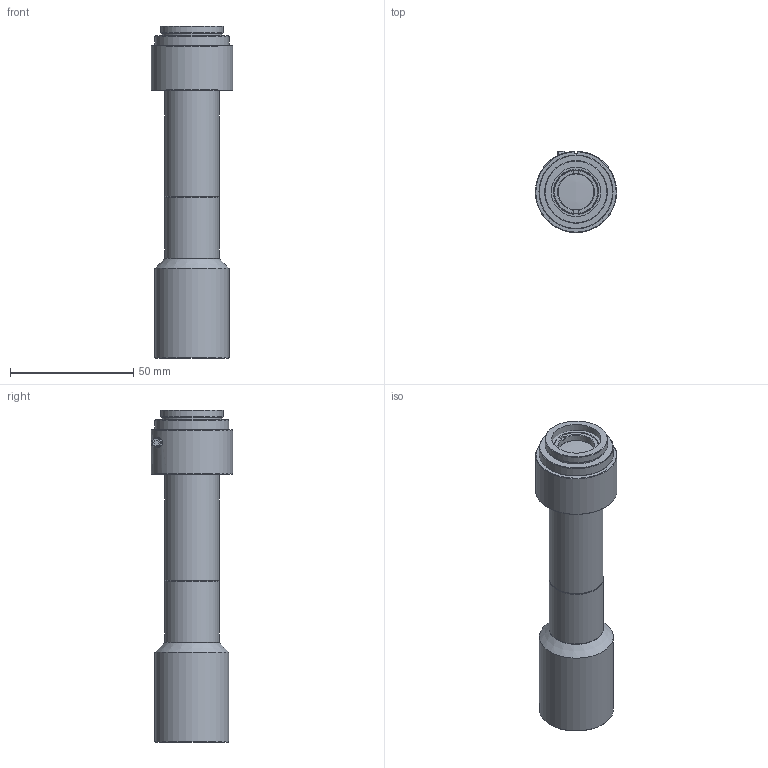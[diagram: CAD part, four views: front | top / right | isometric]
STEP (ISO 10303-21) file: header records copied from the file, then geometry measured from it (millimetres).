
FILE_DESCRIPTION(/* description */ (''),/* implementation_level */ '2;1');
FILE_NAME(/* name */ 'TL100110B.stp',/* time_stamp */ '2018-12-26T14:38:37+08:00',/* author */ (''),/* organization */ (''),/* preprocessor_version */ 'ST-DEVELOPER v11',/* originating_system */ 'SIEMENS PLM Software NX 7.5',/* authorisation */ '');
FILE_SCHEMA (('AUTOMOTIVE_DESIGN { 1 0 10303 214 1 1 1 1 }'));
Length unit declared in the file: millimetre
Products named in the file (1): Admi2058bzld
Bounding box: 32.99 x 32.98 x 134.59 mm (x, y, z)
Volume: 43746.8 mm3; surface area: 30795.6 mm2
Topology: 10 solids, 10 shells, 198 faces, 424 edges, 273 vertices
Faces by surface type: plane 72, cone 65, cylinder 56, sphere 4, torus 1
Full cylindrical faces by diameter (mm): 2 x3, 4 x1, 11 x1, 12 x1, 13 x1, 14 x1, 14.6 x1, 15 x1, 16 x2, 16.4 x2, 17 x2, 17.4 x1, 18 x4, 18.4 x2, 18.6 x1, 19 x2, 19.6 x1, 20 x4, 20.6 x1, 21 x1, 21.6 x1, 22 x2, 22.4 x1, 24 x4, 25 x1, 25.4 x1, 26 x2, 30 x2
Entity records: 4938 total; most frequent: CARTESIAN_POINT 1005, DIRECTION 845, ORIENTED_EDGE 604, AXIS2_PLACEMENT_3D 384, EDGE_LOOP 334, EDGE_CURVE 302, FACE_BOUND 271, VERTEX_POINT 244
